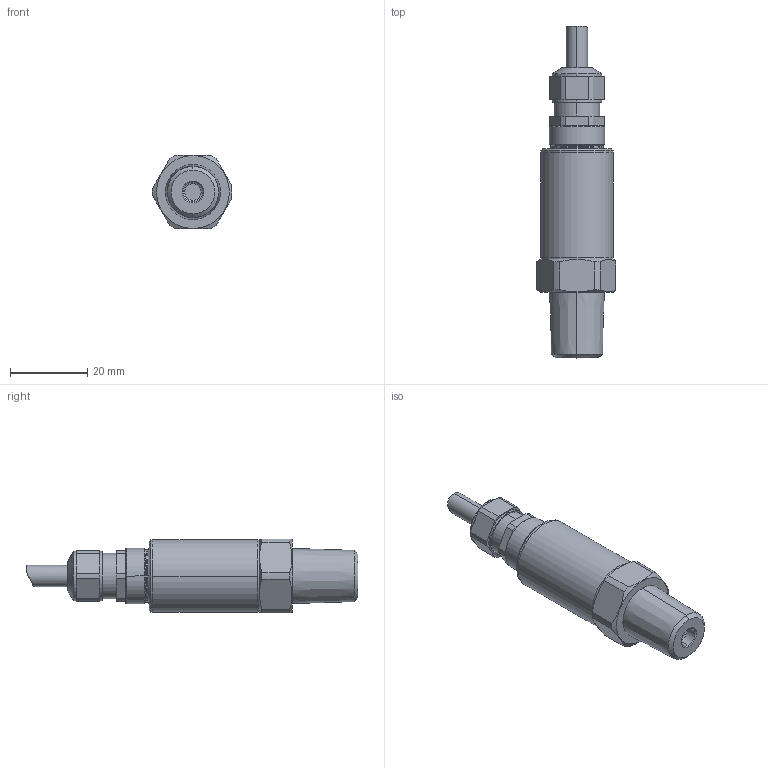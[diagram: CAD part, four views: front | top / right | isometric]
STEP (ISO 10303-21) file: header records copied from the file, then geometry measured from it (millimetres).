
FILE_DESCRIPTION (( 'STEP AP214' ), '1' );
FILE_NAME ('825X.XX.XX.30.22_24_88.STEP', '2019-08-09T11:04:41', ( '' ), ( '' ), 'SwSTEP 2.0', 'SolidWorks 2016', '' );
FILE_SCHEMA (( 'AUTOMOTIVE_DESIGN' ));
Length unit declared in the file: millimetre
Products named in the file (4): C21542_defeatured; 825X.XX.XX.30.22_24_88; C23114_30_C23114; Kabel_22_24_88
Assembly tree (3 placements, depth 2):
  825X.XX.XX.30.22_24_88
    C21542_defeatured
    C23114_30_C23114
    Kabel_22_24_88
Bounding box: 20.5 x 85.78 x 19 mm (x, y, z)
Volume: 17051.7 mm3; surface area: 6373.8 mm2
Topology: 3 solids, 3 shells, 127 faces, 284 edges, 174 vertices
Faces by surface type: cylinder 45, plane 35, cone 34, torus 8, bspline 5
Entity records: 4372 total; most frequent: CARTESIAN_POINT 988, DIRECTION 646, ORIENTED_EDGE 568, EDGE_CURVE 284, AXIS2_PLACEMENT_3D 268, VERTEX_POINT 174, CIRCLE 140, EDGE_LOOP 140
